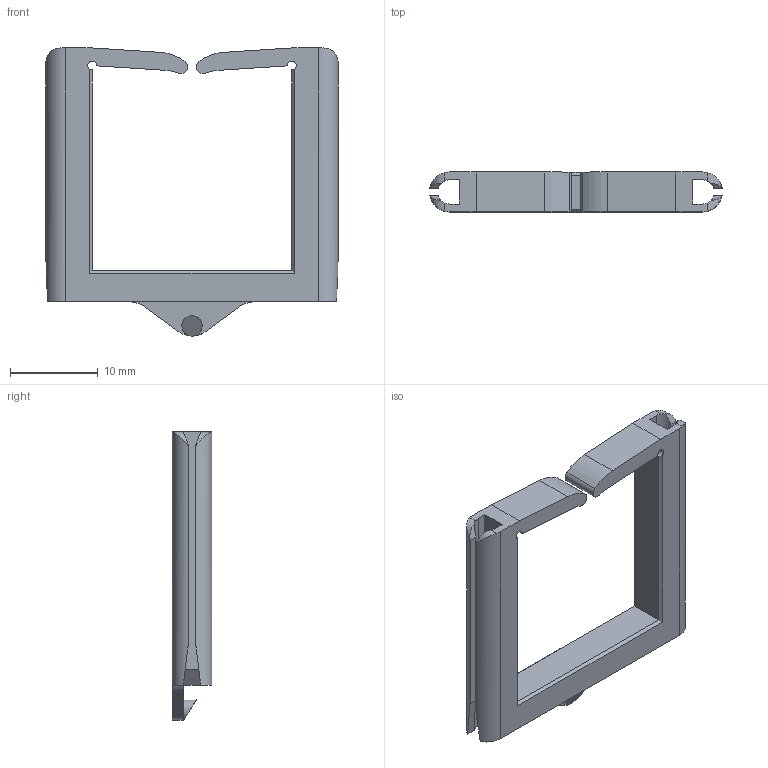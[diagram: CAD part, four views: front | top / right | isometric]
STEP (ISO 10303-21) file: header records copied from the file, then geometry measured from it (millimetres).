
FILE_DESCRIPTION(/* description */ ('Unknown'),/* implementation_level */ '2;1');
FILE_NAME(/* name */ '500926000',/* time_stamp */ '2018-07-11T08:23:56+02:00',/* author */ ('Unknown'),/* organization */ ('Unknown'),/* preprocessor_version */ 'ST-DEVELOPER v16.7',/* originating_system */ 'DEX',/* authorisation */ $);
FILE_SCHEMA (('AUTOMOTIVE_DESIGN {1 0 10303 214 3 1 1}'));
Length unit declared in the file: millimetre
Products named in the file (1): 500926000
Bounding box: 33.2 x 4.5 x 32.75 mm (x, y, z)
Volume: 1386.9 mm3; surface area: 2265.1 mm2
Topology: 1 solids, 1 shells, 66 faces, 186 edges, 122 vertices
Faces by surface type: plane 42, cylinder 24
Full cylindrical faces by diameter (mm): 2.3 x1
Entity records: 2196 total; most frequent: CARTESIAN_POINT 414, DIRECTION 376, ORIENTED_EDGE 370, EDGE_CURVE 185, AXIS2_PLACEMENT_3D 132, VERTEX_POINT 122, LINE 112, VECTOR 112
